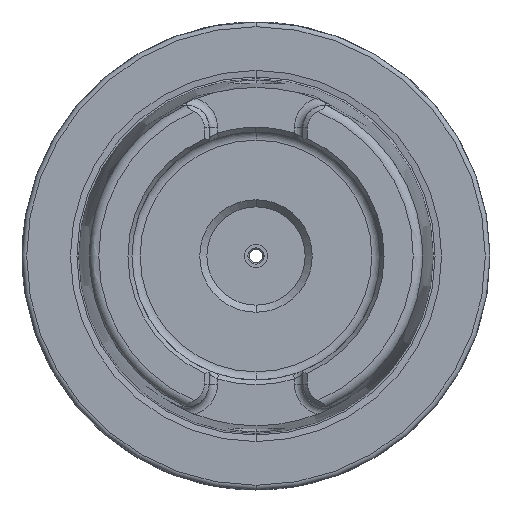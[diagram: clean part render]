
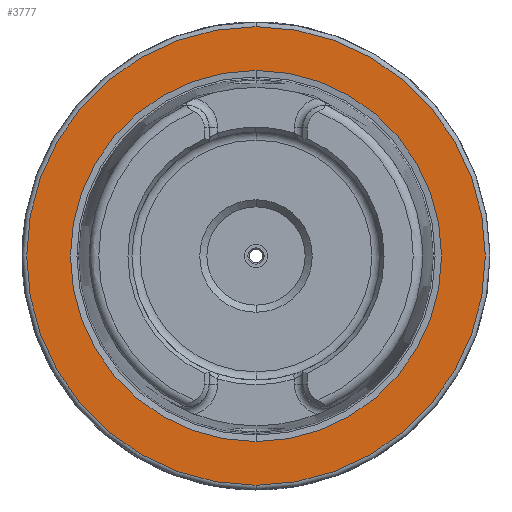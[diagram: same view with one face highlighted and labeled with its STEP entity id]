
A CAD part, left-side view. The second image highlights one B-rep face of the part: STEP entity #3777.
In plain terms, the highlighted planar face has unit normal (-1, 0, 0).
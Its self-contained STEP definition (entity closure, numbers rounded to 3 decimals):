
#44 = ORIENTED_EDGE ( 'NONE', *, *, #1964, .F. ) ;
#133 = AXIS2_PLACEMENT_3D ( 'NONE', #858, #6786, #7407 ) ;
#669 = FACE_BOUND ( 'NONE', #2249, .T. ) ;
#858 = CARTESIAN_POINT ( 'NONE',  ( 0., 0., 0. ) ) ;
#906 = VERTEX_POINT ( 'NONE', #5670 ) ;
#953 = VERTEX_POINT ( 'NONE', #6968 ) ;
#1322 = CARTESIAN_POINT ( 'NONE',  ( 0., 39.647, 0. ) ) ;
#1380 = VERTEX_POINT ( 'NONE', #4390 ) ;
#1824 = DIRECTION ( 'NONE',  ( 0., 0., 1. ) ) ;
#1916 = ORIENTED_EDGE ( 'NONE', *, *, #5262, .F. ) ;
#1929 = DIRECTION ( 'NONE',  ( 1., 0., 0. ) ) ;
#1964 = EDGE_CURVE ( 'NONE', #953, #1380, #2727, .T. ) ;
#2146 = DIRECTION ( 'NONE',  ( 1., 0., 0. ) ) ;
#2249 = EDGE_LOOP ( 'NONE', ( #5001, #7061 ) ) ;
#2727 = CIRCLE ( 'NONE', #133, 49. ) ;
#3062 = PLANE ( 'NONE',  #3956 ) ;
#3171 = CARTESIAN_POINT ( 'NONE',  ( 0., 0., 0. ) ) ;
#3248 = DIRECTION ( 'NONE',  ( 0., 0., -1. ) ) ;
#3548 = CIRCLE ( 'NONE', #5030, 39.647 ) ;
#3621 = CARTESIAN_POINT ( 'NONE',  ( 0., 0., 0. ) ) ;
#3704 = DIRECTION ( 'NONE',  ( 0., 0., -1. ) ) ;
#3777 = ADVANCED_FACE ( 'NONE', ( #669, #6481 ), #3062, .T. ) ;
#3956 = AXIS2_PLACEMENT_3D ( 'NONE', #1322, #5913, #1824 ) ;
#4290 = CIRCLE ( 'NONE', #6154, 49. ) ;
#4319 = EDGE_CURVE ( 'NONE', #906, #5546, #5311, .T. ) ;
#4390 = CARTESIAN_POINT ( 'NONE',  ( 0., 0., -49. ) ) ;
#4489 = EDGE_LOOP ( 'NONE', ( #1916, #44 ) ) ;
#4499 = DIRECTION ( 'NONE',  ( 0., 0., -1. ) ) ;
#4735 = CARTESIAN_POINT ( 'NONE',  ( 0., 0., -39.647 ) ) ;
#5001 = ORIENTED_EDGE ( 'NONE', *, *, #4319, .T. ) ;
#5030 = AXIS2_PLACEMENT_3D ( 'NONE', #6301, #2146, #4499 ) ;
#5262 = EDGE_CURVE ( 'NONE', #1380, #953, #4290, .T. ) ;
#5311 = CIRCLE ( 'NONE', #5802, 39.647 ) ;
#5546 = VERTEX_POINT ( 'NONE', #4735 ) ;
#5670 = CARTESIAN_POINT ( 'NONE',  ( 0., 0., 39.647 ) ) ;
#5802 = AXIS2_PLACEMENT_3D ( 'NONE', #3171, #6749, #3248 ) ;
#5828 = EDGE_CURVE ( 'NONE', #5546, #906, #3548, .T. ) ;
#5913 = DIRECTION ( 'NONE',  ( -1., 0., 0. ) ) ;
#6154 = AXIS2_PLACEMENT_3D ( 'NONE', #3621, #1929, #3704 ) ;
#6301 = CARTESIAN_POINT ( 'NONE',  ( 0., 0., 0. ) ) ;
#6481 = FACE_OUTER_BOUND ( 'NONE', #4489, .T. ) ;
#6749 = DIRECTION ( 'NONE',  ( 1., 0., 0. ) ) ;
#6786 = DIRECTION ( 'NONE',  ( 1., 0., 0. ) ) ;
#6968 = CARTESIAN_POINT ( 'NONE',  ( 0., 0., 49. ) ) ;
#7061 = ORIENTED_EDGE ( 'NONE', *, *, #5828, .T. ) ;
#7407 = DIRECTION ( 'NONE',  ( 0., 0., -1. ) ) ;
